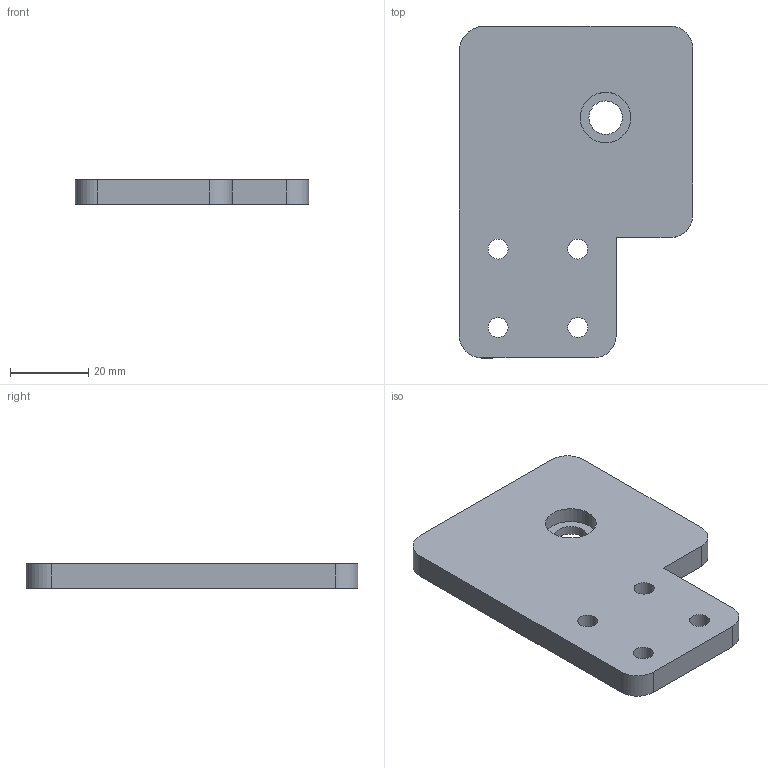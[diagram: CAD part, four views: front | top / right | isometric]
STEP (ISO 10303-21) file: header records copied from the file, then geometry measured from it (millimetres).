
FILE_DESCRIPTION(/* description */ (''),/* implementation_level */ '2;1');
FILE_NAME(/* name */ '47e6921c-934a-4728-ad26-6966978b1700.stp',/* time_stamp */ '2016-03-13T03:18:02+00:00',/* author */ (''),/* organization */ (''),/* preprocessor_version */ 'ST-DEVELOPER v16.2',/* originating_system */ 'Autodesk Translation Framework v4.3.0.3010',/* authorisation */ '');
FILE_SCHEMA (('AUTOMOTIVE_DESIGN { 1 0 10303 214 3 1 1 }'));
Length unit declared in the file: centimetre
Products named in the file (2): Nema 17 Motor Mount Plate_Large Gear.f3d v2; NEMA17 Motor Mount Plate.ipt v34
Assembly tree (1 placements, depth 2):
  Nema 17 Motor Mount Plate_Large Gear.f3d v2
    NEMA17 Motor Mount Plate.ipt v34
Bounding box: 59.5 x 84.6 x 6.35 mm (x, y, z)
Volume: 26755.2 mm3; surface area: 10901.5 mm2
Topology: 1 solids, 1 shells, 20 faces, 55 edges, 38 vertices
Faces by surface type: cylinder 11, plane 9
Full cylindrical faces by diameter (mm): 5.1 x4, 8.5 x1, 12.9 x1
Entity records: 657 total; most frequent: DIRECTION 113, CARTESIAN_POINT 102, ORIENTED_EDGE 90, EDGE_CURVE 45, AXIS2_PLACEMENT_3D 45, EDGE_LOOP 37, VERTEX_POINT 34, LINE 23
